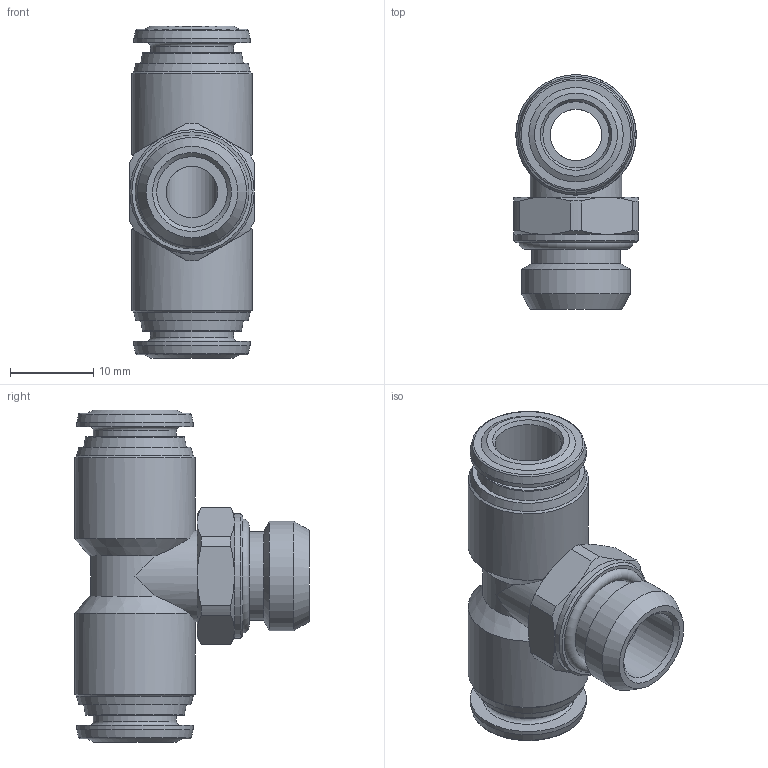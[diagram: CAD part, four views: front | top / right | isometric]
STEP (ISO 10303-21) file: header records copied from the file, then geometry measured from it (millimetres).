
FILE_DESCRIPTION(/* description */ ('STEP AP214'),/* implementation_level */ '2;1');
FILE_NAME(/* name */ '8085694_NPQR-T-G14-Q8',/* time_stamp */ '2024-09-13T08:47:16+02:00',/* author */ ('License CC BY-ND 4.0'),/* organization */ ('CADENAS'),/* preprocessor_version */ 'ST-DEVELOPER v19.3',/* originating_system */ 'PARTsolutions',/* authorisation */ ' ');
FILE_SCHEMA (('AUTOMOTIVE_DESIGN {1 0 10303 214 3 1 1}'));
Length unit declared in the file: millimetre
Products named in the file (1): 8085694 NPQR-T-G14-Q8---(high)
Bounding box: 15 x 28.25 x 40 mm (x, y, z)
Volume: 5394.1 mm3; surface area: 4332.6 mm2
Topology: 1 solids, 1 shells, 85 faces, 179 edges, 108 vertices
Faces by surface type: cone 30, plane 25, cylinder 23, torus 7
Full cylindrical faces by diameter (mm): 6.2 x2, 8 x2, 8.5 x1, 10 x2, 10.7 x1, 11 x1, 13.157 x1, 14 x2, 14.5 x2, 15 x1
Entity records: 2697 total; most frequent: CARTESIAN_POINT 424, DIRECTION 366, ORIENTED_EDGE 270, AXIS2_PLACEMENT_3D 175, EDGE_LOOP 140, FACE_BOUND 140, EDGE_CURVE 135, VERTEX_POINT 103
